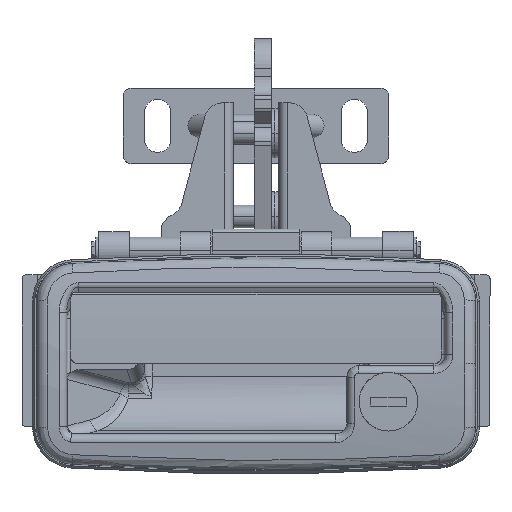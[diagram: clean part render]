
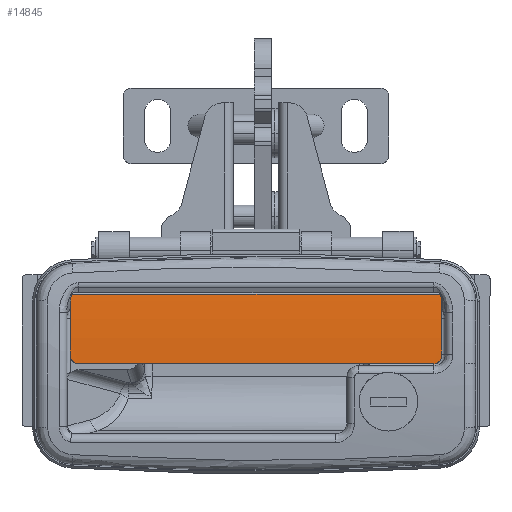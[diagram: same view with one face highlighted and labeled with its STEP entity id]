
A CAD part, top view. The second image highlights one B-rep face of the part: STEP entity #14845.
In plain terms, the highlighted cylindrical face has radius 150 mm (diameter 300 mm), a partial arc.
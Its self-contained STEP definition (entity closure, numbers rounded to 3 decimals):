
#868 = CARTESIAN_POINT ( 'NONE',  ( 48.747, -28.965, 21.997 ) ) ;
#1212 = CARTESIAN_POINT ( 'NONE',  ( 48.322, -29.464, 21.999 ) ) ;
#1933 = CARTESIAN_POINT ( 'NONE',  ( 49., -29.957, 22. ) ) ;
#2571 = EDGE_CURVE ( 'NONE', #28652, #7233, #28482, .T. ) ;
#2782 = CARTESIAN_POINT ( 'NONE',  ( 49., -30., -128. ) ) ;
#3030 = CARTESIAN_POINT ( 'NONE',  ( -48.736, -28.958, 21.996 ) ) ;
#3158 = EDGE_LOOP ( 'NONE', ( #26978, #28702, #6291, #27713, #19717, #19684, #8279, #28252 ) ) ;
#3272 = CARTESIAN_POINT ( 'NONE',  ( -47., -29.957, 22. ) ) ;
#3376 = CARTESIAN_POINT ( 'NONE',  ( -48.898, -28.601, 21.994 ) ) ;
#3496 = CARTESIAN_POINT ( 'NONE',  ( -48.936, -28.475, 21.992 ) ) ;
#3552 = CARTESIAN_POINT ( 'NONE',  ( 49., -27.957, 21.986 ) ) ;
#3555 = EDGE_CURVE ( 'NONE', #14879, #28360, #31397, .T. ) ;
#3618 = CARTESIAN_POINT ( 'NONE',  ( -49., -30., -128. ) ) ;
#3810 = EDGE_CURVE ( 'NONE', #7233, #18259, #4069, .T. ) ;
#4069 = LINE ( 'NONE', #10236, #26391 ) ;
#5177 = B_SPLINE_CURVE_WITH_KNOTS ( 'NONE', 3,
 ( #19788, #17001, #22472, #14248, #32785, #9280, #11929, #25018, #1212, #16890, #868, #19555, #19339, #3552 ),
 .UNSPECIFIED., .F., .F.,
 ( 4, 2, 2, 2, 2, 2, 4 ),
 ( 0., 0., 0.001, 0.001, 0.002, 0.002, 0.003 ),
 .UNSPECIFIED. ) ;
#5584 = EDGE_CURVE ( 'NONE', #28652, #18945, #24621, .T. ) ;
#5924 = CARTESIAN_POINT ( 'NONE',  ( -49., -27.957, 21.986 ) ) ;
#5935 = CARTESIAN_POINT ( 'NONE',  ( -48.987, -28.219, 21.989 ) ) ;
#6055 = CARTESIAN_POINT ( 'NONE',  ( 48.972, -12.824, 21.014 ) ) ;
#6291 = ORIENTED_EDGE ( 'NONE', *, *, #3810, .T. ) ;
#7233 = VERTEX_POINT ( 'NONE', #24809 ) ;
#8279 = ORIENTED_EDGE ( 'NONE', *, *, #3555, .F. ) ;
#8477 = CARTESIAN_POINT ( 'NONE',  ( -48.591, -29.176, 21.998 ) ) ;
#8685 = CARTESIAN_POINT ( 'NONE',  ( 48.671, -11.645, 20.873 ) ) ;
#9280 = CARTESIAN_POINT ( 'NONE',  ( 47.886, -29.755, 22. ) ) ;
#9745 = CARTESIAN_POINT ( 'NONE',  ( 49., -27.957, 21.986 ) ) ;
#10236 = CARTESIAN_POINT ( 'NONE',  ( 49., -11.645, 20.873 ) ) ;
#11084 = DIRECTION ( 'NONE',  ( 0., 0., 1. ) ) ;
#11407 = CARTESIAN_POINT ( 'NONE',  ( -48.671, -11.645, 20.873 ) ) ;
#11929 = CARTESIAN_POINT ( 'NONE',  ( 48.001, -29.694, 22. ) ) ;
#12205 = FACE_OUTER_BOUND ( 'NONE', #3158, .T. ) ;
#12395 = CARTESIAN_POINT ( 'NONE',  ( -48.671, -11.645, 20.873 ) ) ;
#13153 = CARTESIAN_POINT ( 'NONE',  ( 47., -29.957, 22. ) ) ;
#13638 = CARTESIAN_POINT ( 'NONE',  ( -47.527, -29.904, 22. ) ) ;
#14086 = DIRECTION ( 'NONE',  ( 1., 0., 0. ) ) ;
#14248 = CARTESIAN_POINT ( 'NONE',  ( 47.517, -29.894, 22. ) ) ;
#14840 = CARTESIAN_POINT ( 'NONE',  ( -49., -13.128, 21.048 ) ) ;
#14845 = ADVANCED_FACE ( 'NONE', ( #12205 ), #31697, .T. ) ;
#14879 = VERTEX_POINT ( 'NONE', #13153 ) ;
#15169 = AXIS2_PLACEMENT_3D ( 'NONE', #3618, #14086, #32520 ) ;
#16270 = CARTESIAN_POINT ( 'NONE',  ( -47.264, -29.957, 22. ) ) ;
#16890 = CARTESIAN_POINT ( 'NONE',  ( 48.598, -29.188, 21.998 ) ) ;
#17001 = CARTESIAN_POINT ( 'NONE',  ( 47.132, -29.957, 22. ) ) ;
#17052 = DIRECTION ( 'NONE',  ( -1., 0., 0. ) ) ;
#18259 = VERTEX_POINT ( 'NONE', #11407 ) ;
#18820 = CARTESIAN_POINT ( 'NONE',  ( 48.864, -12.227, 20.944 ) ) ;
#18945 = VERTEX_POINT ( 'NONE', #9745 ) ;
#19339 = CARTESIAN_POINT ( 'NONE',  ( 49., -28.221, 21.99 ) ) ;
#19555 = CARTESIAN_POINT ( 'NONE',  ( 48.947, -28.484, 21.993 ) ) ;
#19567 = VERTEX_POINT ( 'NONE', #5924 ) ;
#19684 = ORIENTED_EDGE ( 'NONE', *, *, #22532, .T. ) ;
#19717 = ORIENTED_EDGE ( 'NONE', *, *, #25657, .T. ) ;
#19788 = CARTESIAN_POINT ( 'NONE',  ( 47., -29.957, 22. ) ) ;
#20152 = CARTESIAN_POINT ( 'NONE',  ( -49., -13.436, 21.083 ) ) ;
#20782 = CARTESIAN_POINT ( 'NONE',  ( -49., -13.436, 21.083 ) ) ;
#21522 = CARTESIAN_POINT ( 'NONE',  ( -48.507, -29.279, 21.998 ) ) ;
#21700 = VERTEX_POINT ( 'NONE', #20782 ) ;
#21869 = CARTESIAN_POINT ( 'NONE',  ( -48.008, -29.705, 22. ) ) ;
#21975 = CARTESIAN_POINT ( 'NONE',  ( -48.798, -28.844, 21.996 ) ) ;
#22472 = CARTESIAN_POINT ( 'NONE',  ( 47.262, -29.945, 22. ) ) ;
#22532 = EDGE_CURVE ( 'NONE', #19567, #28360, #23543, .T. ) ;
#23543 = B_SPLINE_CURVE_WITH_KNOTS ( 'NONE', 3,
 ( #29951, #27077, #5935, #3496, #3376, #21975, #3030, #8477, #21522, #26968, #21869, #13638, #16270, #3272 ),
 .UNSPECIFIED., .F., .F.,
 ( 4, 2, 2, 2, 2, 2, 4 ),
 ( 0., 0., 0.001, 0.001, 0.002, 0.002, 0.003 ),
 .UNSPECIFIED. ) ;
#24355 = VECTOR ( 'NONE', #31065, 1000. ) ;
#24411 = CARTESIAN_POINT ( 'NONE',  ( 49., -13.436, 21.083 ) ) ;
#24519 = CARTESIAN_POINT ( 'NONE',  ( 48.784, -11.933, 20.908 ) ) ;
#24621 = CIRCLE ( 'NONE', #30971, 150. ) ;
#24731 = CARTESIAN_POINT ( 'NONE',  ( 49., -13.436, 21.083 ) ) ;
#24809 = CARTESIAN_POINT ( 'NONE',  ( 48.671, -11.645, 20.873 ) ) ;
#25018 = CARTESIAN_POINT ( 'NONE',  ( 48.219, -29.549, 21.999 ) ) ;
#25509 = CARTESIAN_POINT ( 'NONE',  ( -48.864, -12.225, 20.943 ) ) ;
#25657 = EDGE_CURVE ( 'NONE', #21700, #19567, #31749, .T. ) ;
#26391 = VECTOR ( 'NONE', #27124, 1000. ) ;
#26968 = CARTESIAN_POINT ( 'NONE',  ( -48.23, -29.556, 21.999 ) ) ;
#26978 = ORIENTED_EDGE ( 'NONE', *, *, #5584, .F. ) ;
#27077 = CARTESIAN_POINT ( 'NONE',  ( -49., -28.089, 21.988 ) ) ;
#27124 = DIRECTION ( 'NONE',  ( -1., 0., 0. ) ) ;
#27208 = CARTESIAN_POINT ( 'NONE',  ( 49., -30., -128. ) ) ;
#27567 = EDGE_CURVE ( 'NONE', #14879, #18945, #5177, .T. ) ;
#27713 = ORIENTED_EDGE ( 'NONE', *, *, #30604, .T. ) ;
#27965 = AXIS2_PLACEMENT_3D ( 'NONE', #2782, #17052, #11084 ) ;
#28068 = CARTESIAN_POINT ( 'NONE',  ( -48.784, -11.932, 20.908 ) ) ;
#28252 = ORIENTED_EDGE ( 'NONE', *, *, #27567, .T. ) ;
#28360 = VERTEX_POINT ( 'NONE', #31469 ) ;
#28482 = B_SPLINE_CURVE_WITH_KNOTS ( 'NONE', 3,
 ( #24411, #32290, #6055, #18820, #24519, #8685 ),
 .UNSPECIFIED., .F., .F.,
 ( 4, 2, 4 ),
 ( 0., 0.001, 0.002 ),
 .UNSPECIFIED. ) ;
#28652 = VERTEX_POINT ( 'NONE', #24731 ) ;
#28702 = ORIENTED_EDGE ( 'NONE', *, *, #2571, .T. ) ;
#29951 = CARTESIAN_POINT ( 'NONE',  ( -49., -27.957, 21.986 ) ) ;
#30604 = EDGE_CURVE ( 'NONE', #18259, #21700, #31302, .T. ) ;
#30703 = CARTESIAN_POINT ( 'NONE',  ( -48.972, -12.823, 21.014 ) ) ;
#30971 = AXIS2_PLACEMENT_3D ( 'NONE', #27208, #32187, #32638 ) ;
#31065 = DIRECTION ( 'NONE',  ( -1., 0., 0. ) ) ;
#31302 = B_SPLINE_CURVE_WITH_KNOTS ( 'NONE', 3,
 ( #12395, #28068, #25509, #30703, #14840, #20152 ),
 .UNSPECIFIED., .F., .F.,
 ( 4, 2, 4 ),
 ( 0., 0.001, 0.002 ),
 .UNSPECIFIED. ) ;
#31397 = LINE ( 'NONE', #1933, #24355 ) ;
#31469 = CARTESIAN_POINT ( 'NONE',  ( -47., -29.957, 22. ) ) ;
#31697 = CYLINDRICAL_SURFACE ( 'NONE', #27965, 150. ) ;
#31749 = CIRCLE ( 'NONE', #15169, 150. ) ;
#32187 = DIRECTION ( 'NONE',  ( 1., 0., 0. ) ) ;
#32290 = CARTESIAN_POINT ( 'NONE',  ( 49., -13.127, 21.048 ) ) ;
#32520 = DIRECTION ( 'NONE',  ( 0., 0., 1. ) ) ;
#32638 = DIRECTION ( 'NONE',  ( 0., 0., 1. ) ) ;
#32785 = CARTESIAN_POINT ( 'NONE',  ( 47.644, -29.855, 22. ) ) ;
